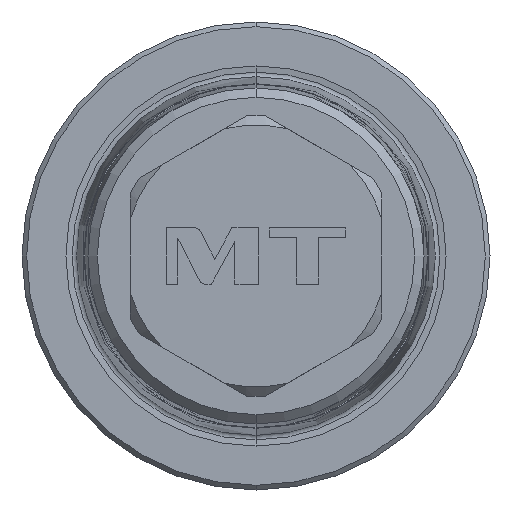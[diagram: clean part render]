
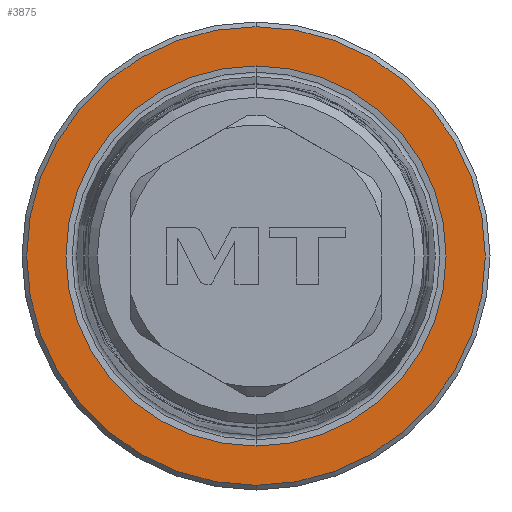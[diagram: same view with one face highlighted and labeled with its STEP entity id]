
A CAD part, front view. The second image highlights one B-rep face of the part: STEP entity #3875.
In plain terms, the highlighted planar face has unit normal (0, -1, 0).
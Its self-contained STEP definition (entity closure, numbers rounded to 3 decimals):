
#733=CARTESIAN_POINT('',(0.,0.,0.));
#734=DIRECTION('',(0.,1.,0.));
#735=DIRECTION('',(0.,0.,-1.));
#736=AXIS2_PLACEMENT_3D('',#733,#734,#735);
#738=CARTESIAN_POINT('',(0.,0.,0.));
#739=DIRECTION('',(0.,1.,0.));
#740=DIRECTION('',(0.,0.,1.));
#741=AXIS2_PLACEMENT_3D('',#738,#739,#740);
#743=CARTESIAN_POINT('',(0.,0.,0.));
#744=DIRECTION('',(0.,-1.,0.));
#745=DIRECTION('',(0.,0.,1.));
#746=AXIS2_PLACEMENT_3D('',#743,#744,#745);
#748=CARTESIAN_POINT('',(0.,0.,0.));
#749=DIRECTION('',(0.,-1.,0.));
#750=DIRECTION('',(0.,0.,-1.));
#751=AXIS2_PLACEMENT_3D('',#748,#749,#750);
#2755=CARTESIAN_POINT('',(0.,0.,-24.5));
#2756=CARTESIAN_POINT('',(0.,0.,24.5));
#2757=VERTEX_POINT('',#2755);
#2758=VERTEX_POINT('',#2756);
#2859=CARTESIAN_POINT('',(0.,0.,20.308));
#2860=CARTESIAN_POINT('',(0.,0.,-20.308));
#2861=VERTEX_POINT('',#2859);
#2862=VERTEX_POINT('',#2860);
#3860=CARTESIAN_POINT('',(0.,0.,0.));
#3861=DIRECTION('',(0.,-1.,0.));
#3862=DIRECTION('',(0.,0.,-1.));
#3863=AXIS2_PLACEMENT_3D('',#3860,#3861,#3862);
#3864=PLANE('',#3863);
#3865=ORIENTED_EDGE('',*,*,#3842,.T.);
#3866=ORIENTED_EDGE('',*,*,#3827,.T.);
#3867=EDGE_LOOP('',(#3865,#3866));
#3868=FACE_OUTER_BOUND('',#3867,.F.);
#3870=ORIENTED_EDGE('',*,*,#3869,.T.);
#3872=ORIENTED_EDGE('',*,*,#3871,.T.);
#3873=EDGE_LOOP('',(#3870,#3872));
#3874=FACE_BOUND('',#3873,.F.);
#3875=ADVANCED_FACE('',(#3868,#3874),#3864,.T.);
#737=CIRCLE('',#736,24.5);
#742=CIRCLE('',#741,24.5);
#747=CIRCLE('',#746,20.308);
#752=CIRCLE('',#751,20.308);
#3827=EDGE_CURVE('',#2758,#2757,#742,.T.);
#3842=EDGE_CURVE('',#2757,#2758,#737,.T.);
#3869=EDGE_CURVE('',#2861,#2862,#747,.T.);
#3871=EDGE_CURVE('',#2862,#2861,#752,.T.);
